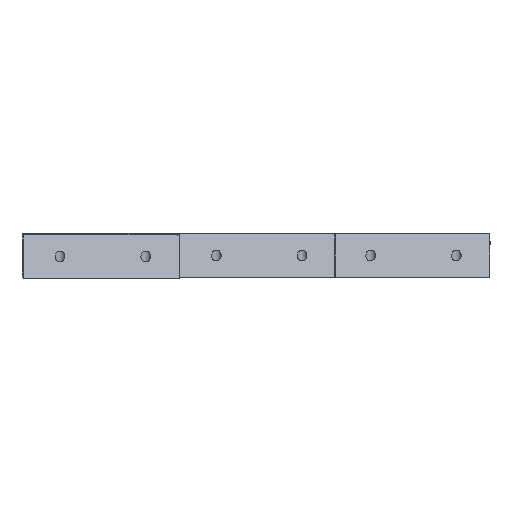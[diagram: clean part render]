
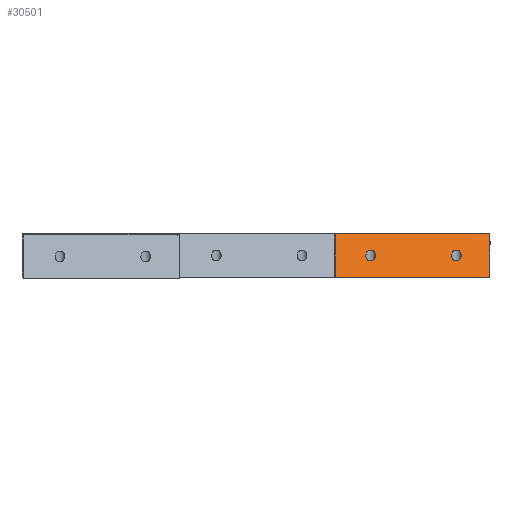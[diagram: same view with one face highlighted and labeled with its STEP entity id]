
A CAD part, top view. The second image highlights one B-rep face of the part: STEP entity #30501.
In plain terms, the highlighted planar face has unit normal (0, 0.659, 0.752).
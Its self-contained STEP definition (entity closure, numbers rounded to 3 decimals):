
#1261=FACE_BOUND('',#3703,.T.);
#1262=FACE_BOUND('',#3704,.T.);
#1367=ELLIPSE('',#32385,1.329,0.876);
#1368=ELLIPSE('',#32386,1.329,0.876);
#1962=FACE_OUTER_BOUND('',#3702,.T.);
#3702=EDGE_LOOP('',(#22828,#22829,#22830,#22831,#22832,#22833));
#3703=EDGE_LOOP('',(#22834));
#3704=EDGE_LOOP('',(#22835));
#6225=LINE('',#45288,#10140);
#6254=LINE('',#45347,#10169);
#6268=LINE('',#45372,#10183);
#6302=LINE('',#45440,#10217);
#6303=LINE('',#45443,#10218);
#6305=LINE('',#45446,#10220);
#10140=VECTOR('',#36416,1.);
#10169=VECTOR('',#36451,1.);
#10183=VECTOR('',#36475,1.);
#10217=VECTOR('',#36543,1.);
#10218=VECTOR('',#36546,1.);
#10220=VECTOR('',#36550,1.);
#13686=VERTEX_POINT('',#45285);
#13687=VERTEX_POINT('',#45287);
#13713=VERTEX_POINT('',#45344);
#13714=VERTEX_POINT('',#45346);
#13720=VERTEX_POINT('',#45370);
#13738=VERTEX_POINT('',#45442);
#13739=VERTEX_POINT('',#45448);
#13740=VERTEX_POINT('',#45450);
#16989=EDGE_CURVE('',#13686,#13687,#6225,.T.);
#17018=EDGE_CURVE('',#13714,#13713,#6254,.T.);
#17032=EDGE_CURVE('',#13720,#13713,#6268,.T.);
#17066=EDGE_CURVE('',#13720,#13687,#6302,.T.);
#17067=EDGE_CURVE('',#13738,#13714,#6303,.T.);
#17069=EDGE_CURVE('',#13686,#13738,#6305,.T.);
#17070=EDGE_CURVE('',#13739,#13739,#1367,.T.);
#17071=EDGE_CURVE('',#13740,#13740,#1368,.T.);
#22828=ORIENTED_EDGE('',*,*,#17069,.T.);
#22829=ORIENTED_EDGE('',*,*,#17067,.T.);
#22830=ORIENTED_EDGE('',*,*,#17018,.T.);
#22831=ORIENTED_EDGE('',*,*,#17032,.F.);
#22832=ORIENTED_EDGE('',*,*,#17066,.T.);
#22833=ORIENTED_EDGE('',*,*,#16989,.F.);
#22834=ORIENTED_EDGE('',*,*,#17070,.T.);
#22835=ORIENTED_EDGE('',*,*,#17071,.T.);
#28905=PLANE('',#32384);
#30501=ADVANCED_FACE('',(#1962,#1261,#1262),#28905,.T.);
#32384=AXIS2_PLACEMENT_3D('',#45447,#36551,#36552);
#32385=AXIS2_PLACEMENT_3D('',#45449,#36553,#36554);
#32386=AXIS2_PLACEMENT_3D('',#45451,#36555,#36556);
#36416=DIRECTION('',(1.,0.,0.));
#36451=DIRECTION('',(0.,-0.752,0.659));
#36475=DIRECTION('',(-1.,0.,0.));
#36543=DIRECTION('',(0.,0.752,-0.659));
#36546=DIRECTION('',(-1.,0.,0.));
#36550=DIRECTION('',(0.,-0.752,0.659));
#36551=DIRECTION('center_axis',(0.,0.659,0.752));
#36552=DIRECTION('ref_axis',(0.,-0.752,0.659));
#36553=DIRECTION('center_axis',(0.,-0.659,-0.752));
#36554=DIRECTION('ref_axis',(0.,0.752,-0.659));
#36555=DIRECTION('center_axis',(0.,-0.659,-0.752));
#36556=DIRECTION('ref_axis',(0.,0.752,-0.659));
#45285=CARTESIAN_POINT('',(-21.065,7.984,4.274));
#45287=CARTESIAN_POINT('',(7.427,7.984,4.274));
#45288=CARTESIAN_POINT('',(-25.065,7.984,4.274));
#45344=CARTESIAN_POINT('',(-21.073,0.,11.274));
#45346=CARTESIAN_POINT('',(-21.073,7.,5.136));
#45347=CARTESIAN_POINT('',(-21.073,5.988,6.024));
#45370=CARTESIAN_POINT('',(7.427,0.,11.274));
#45372=CARTESIAN_POINT('',(-25.065,0.,11.274));
#45440=CARTESIAN_POINT('',(7.427,5.988,6.024));
#45442=CARTESIAN_POINT('',(-21.065,7.,5.136));
#45443=CARTESIAN_POINT('',(-25.065,7.,5.136));
#45446=CARTESIAN_POINT('',(-21.065,8.343,3.959));
#45447=CARTESIAN_POINT('Origin',(-25.065,7.984,4.274));
#45448=CARTESIAN_POINT('',(0.413,3.993,7.772));
#45449=CARTESIAN_POINT('Origin',(1.289,3.993,7.772));
#45450=CARTESIAN_POINT('',(-15.272,3.992,7.774));
#45451=CARTESIAN_POINT('Origin',(-14.396,3.992,7.774));
